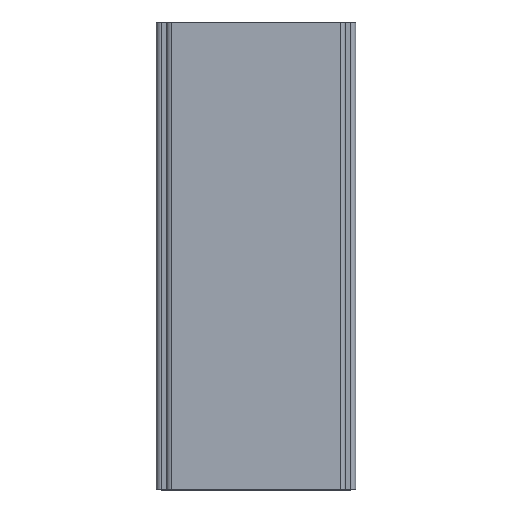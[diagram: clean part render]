
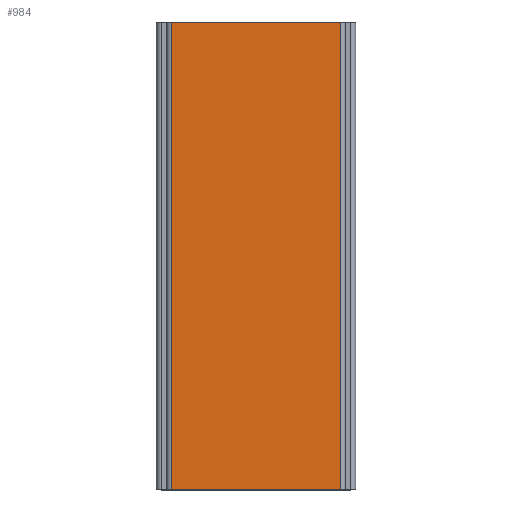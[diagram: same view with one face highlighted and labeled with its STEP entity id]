
A CAD part, top view. The second image highlights one B-rep face of the part: STEP entity #984.
In plain terms, the highlighted planar face has unit normal (0, 0, 1).
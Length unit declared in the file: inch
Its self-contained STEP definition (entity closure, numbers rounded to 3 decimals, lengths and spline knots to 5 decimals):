
#921=CARTESIAN_POINT('',(1.085,6.3065,0.3065));
#922=VERTEX_POINT('',#921);
#930=CARTESIAN_POINT('',(1.085,0.3065,0.3065));
#931=VERTEX_POINT('',#930);
#932=CARTESIAN_POINT('',(1.085,0.3065,0.3065));
#933=DIRECTION('',(0.,1.,0.));
#934=VECTOR('',#933,1.);
#935=LINE('',#932,#934);
#936=EDGE_CURVE('',#931,#922,#935,.T.);
#954=CARTESIAN_POINT('',(-1.085,6.3065,0.3065));
#955=VERTEX_POINT('',#954);
#956=CARTESIAN_POINT('',(-1.085,6.3065,0.3065));
#957=DIRECTION('',(-1.,0.,0.));
#958=VECTOR('',#957,1.);
#959=LINE('',#956,#958);
#960=EDGE_CURVE('',#922,#955,#959,.T.);
#961=ORIENTED_EDGE('',*,*,#960,.T.);
#962=CARTESIAN_POINT('',(-1.085,0.3065,0.3065));
#963=VERTEX_POINT('',#962);
#964=CARTESIAN_POINT('',(-1.085,0.3065,0.3065));
#965=DIRECTION('',(0.,1.,0.));
#966=VECTOR('',#965,1.);
#967=LINE('',#964,#966);
#968=EDGE_CURVE('',#963,#955,#967,.T.);
#969=ORIENTED_EDGE('',*,*,#968,.F.);
#970=CARTESIAN_POINT('',(-1.085,0.3065,0.3065));
#971=DIRECTION('',(1.,0.,0.));
#972=VECTOR('',#971,1.);
#973=LINE('',#970,#972);
#974=EDGE_CURVE('',#963,#931,#973,.T.);
#975=ORIENTED_EDGE('',*,*,#974,.T.);
#976=ORIENTED_EDGE('',*,*,#936,.T.);
#977=EDGE_LOOP('',(#961,#969,#975,#976));
#978=FACE_OUTER_BOUND('',#977,.T.);
#979=CARTESIAN_POINT('',(0.,0.3065,0.3065));
#980=DIRECTION('',(0.,0.,1.));
#981=DIRECTION('',(1.,0.,0.));
#982=AXIS2_PLACEMENT_3D('',#979,#980,#981);
#983=PLANE('',#982);
#984=ADVANCED_FACE('',(#978),#983,.T.);
